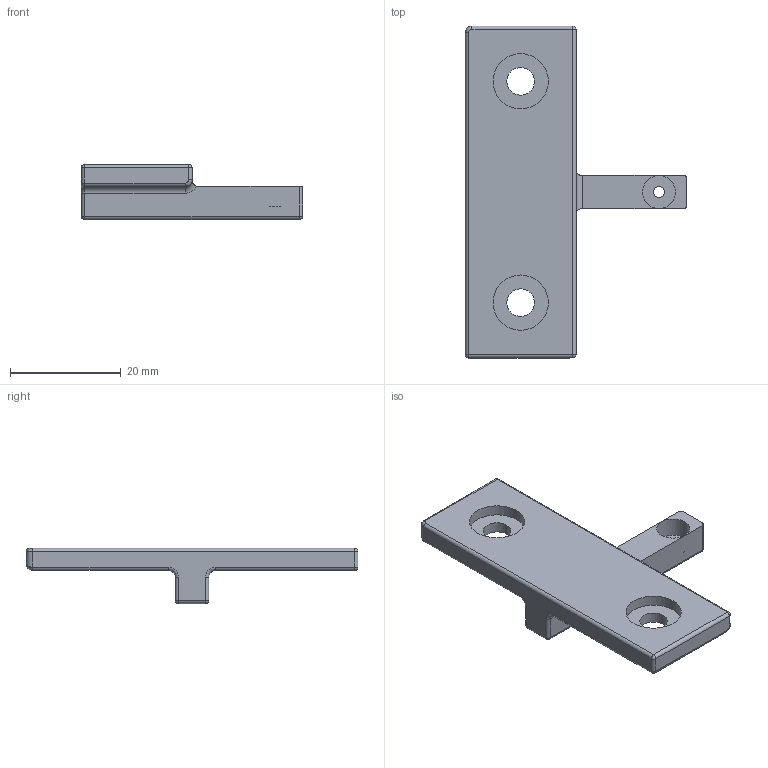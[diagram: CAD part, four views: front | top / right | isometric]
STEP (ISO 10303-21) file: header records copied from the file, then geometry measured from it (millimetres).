
FILE_DESCRIPTION(/* description */ (''),/* implementation_level */ '2;1');
FILE_NAME(/* name */ 'y_axis_rail_magnet_housing_left.step',/* time_stamp */ '2024-08-15T23:31:35+10:00',/* author */ (''),/* organization */ (''),/* preprocessor_version */ 'ST-DEVELOPER v20',/* originating_system */ 'Autodesk Translation Framework v13.14.0.145',/* authorisation */ '');
FILE_SCHEMA (('AUTOMOTIVE_DESIGN { 1 0 10303 214 3 1 1 }'));
Length unit declared in the file: millimetre
Products named in the file (1): y_axis_rail_magnet_housing_left
Bounding box: 40 x 60 x 10 mm (x, y, z)
Volume: 5725.3 mm3; surface area: 3868 mm2
Topology: 1 solids, 1 shells, 62 faces, 131 edges, 72 vertices
Faces by surface type: cylinder 31, plane 15, sphere 8, torus 4, bspline 4
Full cylindrical faces by diameter (mm): 2 x1, 5 x2, 6 x1, 10 x2
Entity records: 1743 total; most frequent: CARTESIAN_POINT 355, DIRECTION 313, ORIENTED_EDGE 258, EDGE_CURVE 129, AXIS2_PLACEMENT_3D 127, VERTEX_POINT 72, EDGE_LOOP 71, CIRCLE 64
